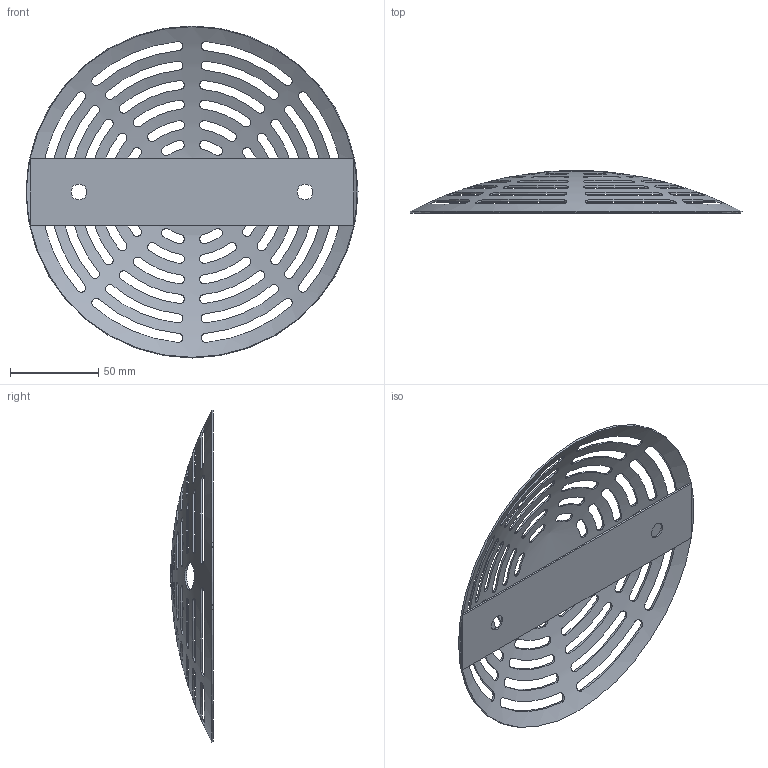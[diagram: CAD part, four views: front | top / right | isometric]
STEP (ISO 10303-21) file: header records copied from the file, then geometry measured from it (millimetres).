
FILE_DESCRIPTION(/* description */ (''),/* implementation_level */ '2;1');
FILE_NAME(/* name */ '51974_Schmutzsieb 100E.stp',/* time_stamp */ '2015-05-18T10:18:18+02:00',/* author */ ('guzb562'),/* organization */ (''),/* preprocessor_version */ 'ST-DEVELOPER v15.6',/* originating_system */ 'Autodesk Inventor 2015',/* authorisation */ '');
FILE_SCHEMA (('AUTOMOTIVE_DESIGN { 1 0 10303 214 3 1 1 }'));
Length unit declared in the file: millimetre
Products named in the file (1): 51974_Schmutzsieb 100E
Bounding box: 188 x 24.1 x 188 mm (x, y, z)
Volume: 27217.2 mm3; surface area: 59225.3 mm2
Topology: 1 solids, 1 shells, 412 faces, 1158 edges, 768 vertices
Faces by surface type: cylinder 200, plane 107, bspline 78, sphere 26, cone 1
Full cylindrical faces by diameter (mm): 9 x2, 16 x2
Entity records: 18731 total; most frequent: CARTESIAN_POINT 8388, ORIENTED_EDGE 2304, DIRECTION 1873, EDGE_CURVE 1152, VERTEX_POINT 767, AXIS2_PLACEMENT_3D 746, EDGE_LOOP 543, FACE_OUTER_BOUND 412
